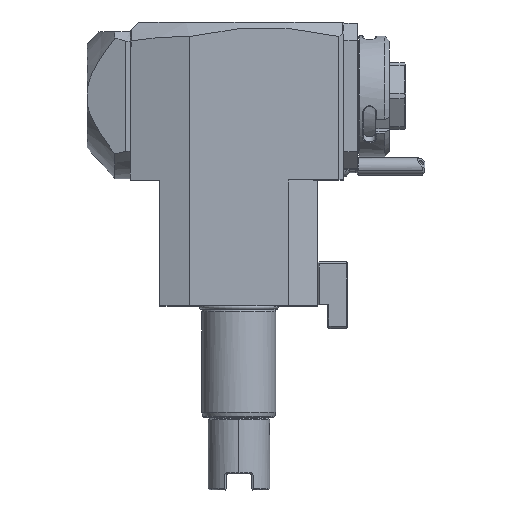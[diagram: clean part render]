
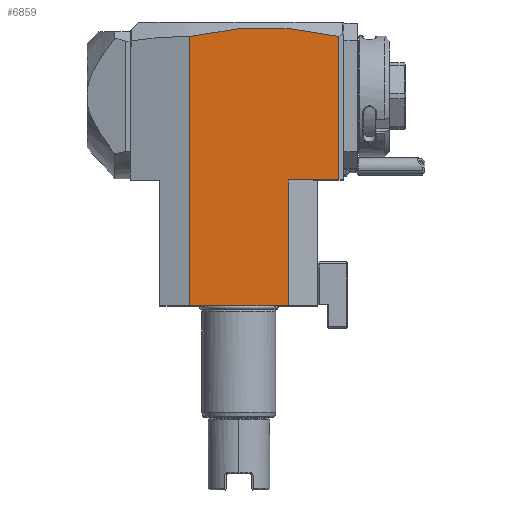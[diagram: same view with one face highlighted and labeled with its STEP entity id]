
A CAD part, top view. The second image highlights one B-rep face of the part: STEP entity #6859.
In plain terms, the highlighted planar face has unit normal (0, 0, 1).
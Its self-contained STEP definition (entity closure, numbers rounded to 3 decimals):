
#17=DIRECTION('',(-1.,0.,0.));
#18=VECTOR('',#17,40.);
#19=CARTESIAN_POINT('',(20.,0.,32.));
#20=LINE('',#19,#18);
#185=DIRECTION('',(-1.,0.,0.));
#186=VECTOR('',#185,20.5);
#187=CARTESIAN_POINT('',(40.5,51.,32.));
#188=LINE('',#187,#186);
#189=CARTESIAN_POINT('',(40.5,109.133,32.));
#190=CARTESIAN_POINT('',(35.458,110.345,32.));
#191=CARTESIAN_POINT('',(25.373,112.145,32.));
#192=CARTESIAN_POINT('',(10.247,113.032,32.));
#193=CARTESIAN_POINT('',(-4.877,112.124,32.));
#194=CARTESIAN_POINT('',(-14.959,110.311,32.));
#195=CARTESIAN_POINT('',(-20.,109.092,32.));
#201=DIRECTION('',(0.,1.,0.));
#202=VECTOR('',#201,58.133);
#203=CARTESIAN_POINT('',(40.5,51.,32.));
#204=LINE('',#203,#202);
#428=DIRECTION('',(0.,-1.,0.));
#429=VECTOR('',#428,109.092);
#430=CARTESIAN_POINT('',(-20.,109.092,32.));
#431=LINE('',#430,#429);
#3475=DIRECTION('',(0.,1.,0.));
#3476=VECTOR('',#3475,51.);
#3477=CARTESIAN_POINT('',(20.,0.,32.));
#3478=LINE('',#3477,#3476);
#6195=VERTEX_POINT('',#189);
#6196=VERTEX_POINT('',#195);
#6567=CARTESIAN_POINT('',(40.5,51.,32.));
#6568=VERTEX_POINT('',#6567);
#6581=CARTESIAN_POINT('',(20.,0.,32.));
#6582=VERTEX_POINT('',#6581);
#6583=CARTESIAN_POINT('',(-20.,0.,32.));
#6584=VERTEX_POINT('',#6583);
#6760=CARTESIAN_POINT('',(20.,51.,32.));
#6761=VERTEX_POINT('',#6760);
#6842=CARTESIAN_POINT('',(-35.103,51.,32.));
#6843=DIRECTION('',(0.,0.,1.));
#6844=DIRECTION('',(1.,0.,0.));
#6845=AXIS2_PLACEMENT_3D('',#6842,#6843,#6844);
#6846=PLANE('',#6845);
#6848=ORIENTED_EDGE('',*,*,#6847,.F.);
#6849=ORIENTED_EDGE('',*,*,#6824,.T.);
#6851=ORIENTED_EDGE('',*,*,#6850,.F.);
#6852=ORIENTED_EDGE('',*,*,#6777,.T.);
#6854=ORIENTED_EDGE('',*,*,#6853,.F.);
#6856=ORIENTED_EDGE('',*,*,#6855,.F.);
#6857=EDGE_LOOP('',(#6848,#6849,#6851,#6852,#6854,#6856));
#6858=FACE_OUTER_BOUND('',#6857,.F.);
#196=B_SPLINE_CURVE_WITH_KNOTS('',3,(#189,#190,#191,#192,#193,#194,#195),
.UNSPECIFIED.,.F.,.F.,(4,1,1,1,4),(0.,0.25,0.5,0.75,1.),
.UNSPECIFIED.);
#6777=EDGE_CURVE('',#6582,#6584,#20,.T.);
#6824=EDGE_CURVE('',#6568,#6761,#188,.T.);
#6847=EDGE_CURVE('',#6568,#6195,#204,.T.);
#6850=EDGE_CURVE('',#6582,#6761,#3478,.T.);
#6853=EDGE_CURVE('',#6196,#6584,#431,.T.);
#6855=EDGE_CURVE('',#6195,#6196,#196,.T.);
#6859=ADVANCED_FACE('',(#6858),#6846,.T.);
